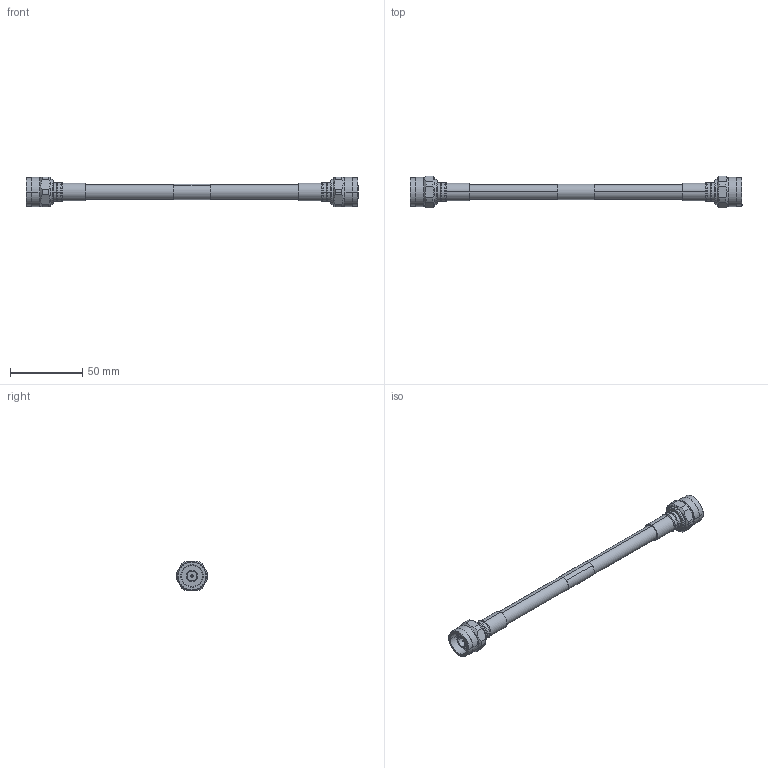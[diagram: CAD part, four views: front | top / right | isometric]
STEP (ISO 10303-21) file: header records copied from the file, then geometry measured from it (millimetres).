
FILE_DESCRIPTION (( 'STEP AP214' ), '1' );
FILE_NAME ('FMCA100032_3D.step', '2024-06-17T20:56:28', ( '' ), ( '' ), 'SwSTEP 2.0', 'SolidWorks 2022', '' );
FILE_SCHEMA (( 'AUTOMOTIVE_DESIGN' ));
Length unit declared in the file: inch
Products named in the file (6): EZ-400-NMH-75-X_body; EZ-400-NMH-75-X_ferrule; FMCA100032_3D; LMR-400-75-DB; EZ-400-NMH-75-X; 1AW01-003_.405 id x 1.00 lg
Assembly tree (6 placements, depth 3):
  FMCA100032_3D
    LMR-400-75-DB
    1AW01-003_.405 id x 1.00 lg
    EZ-400-NMH-75-X  x2
      EZ-400-NMH-75-X_body
      EZ-400-NMH-75-X_ferrule
Bounding box: 229.6 x 21.98 x 20.57 mm (x, y, z)
Volume: 24038.4 mm3; surface area: 17299.7 mm2
Topology: 6 solids, 6 shells, 242 faces, 508 edges, 302 vertices
Faces by surface type: cylinder 100, cone 88, plane 50, torus 4
Entity records: 3721 total; most frequent: DIRECTION 667, CARTESIAN_POINT 662, ORIENTED_EDGE 522, AXIS2_PLACEMENT_3D 282, EDGE_CURVE 261, VERTEX_POINT 157, CIRCLE 146, EDGE_LOOP 144
